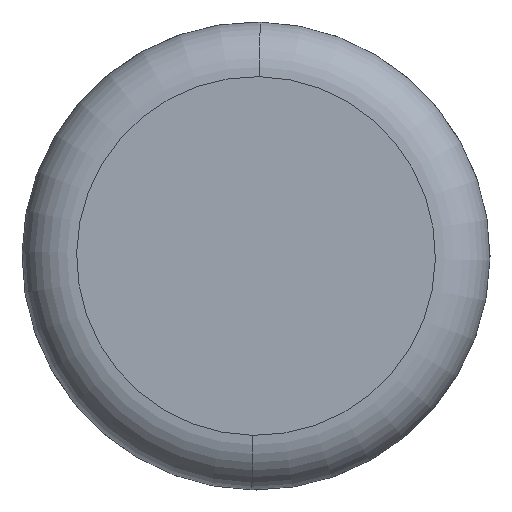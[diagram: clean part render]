
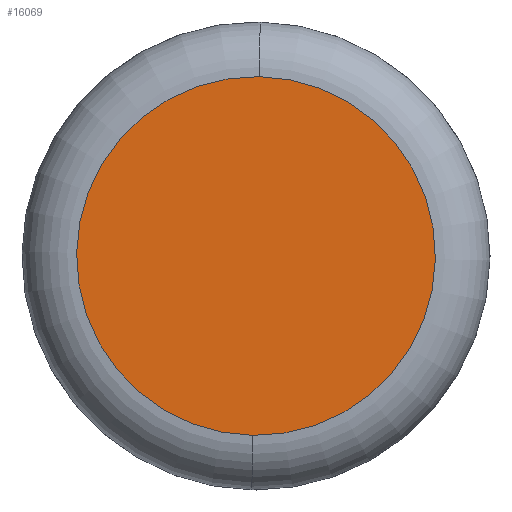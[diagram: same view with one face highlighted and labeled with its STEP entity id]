
A CAD part, front view. The second image highlights one B-rep face of the part: STEP entity #16069.
In plain terms, the highlighted planar face has unit normal (0, -1, 0).
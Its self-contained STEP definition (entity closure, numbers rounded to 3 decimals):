
#15953 = EDGE_CURVE('',#15954,#15956,#15958,.T.);
#15954 = VERTEX_POINT('',#15955);
#15955 = CARTESIAN_POINT('',(0.,-57.15,-18.255));
#15956 = VERTEX_POINT('',#15957);
#15957 = CARTESIAN_POINT('',(0.,-57.15,18.255));
#15958 = CIRCLE('',#15959,18.255);
#15959 = AXIS2_PLACEMENT_3D('',#15960,#15961,#15962);
#15960 = CARTESIAN_POINT('',(0.,-57.15,0.));
#15961 = DIRECTION('',(0.,-1.,0.));
#15962 = DIRECTION('',(0.,0.,1.));
#16069 = ADVANCED_FACE('',(#16070),#16080,.F.);
#16070 = FACE_BOUND('',#16071,.T.);
#16071 = EDGE_LOOP('',(#16072,#16079));
#16072 = ORIENTED_EDGE('',*,*,#16073,.T.);
#16073 = EDGE_CURVE('',#15956,#15954,#16074,.T.);
#16074 = CIRCLE('',#16075,18.255);
#16075 = AXIS2_PLACEMENT_3D('',#16076,#16077,#16078);
#16076 = CARTESIAN_POINT('',(0.,-57.15,0.));
#16077 = DIRECTION('',(0.,-1.,0.));
#16078 = DIRECTION('',(0.,0.,1.));
#16079 = ORIENTED_EDGE('',*,*,#15953,.T.);
#16080 = PLANE('',#16081);
#16081 = AXIS2_PLACEMENT_3D('',#16082,#16083,#16084);
#16082 = CARTESIAN_POINT('',(0.,-57.15,0.));
#16083 = DIRECTION('',(-0.,1.,0.));
#16084 = DIRECTION('',(1.,0.,0.));
